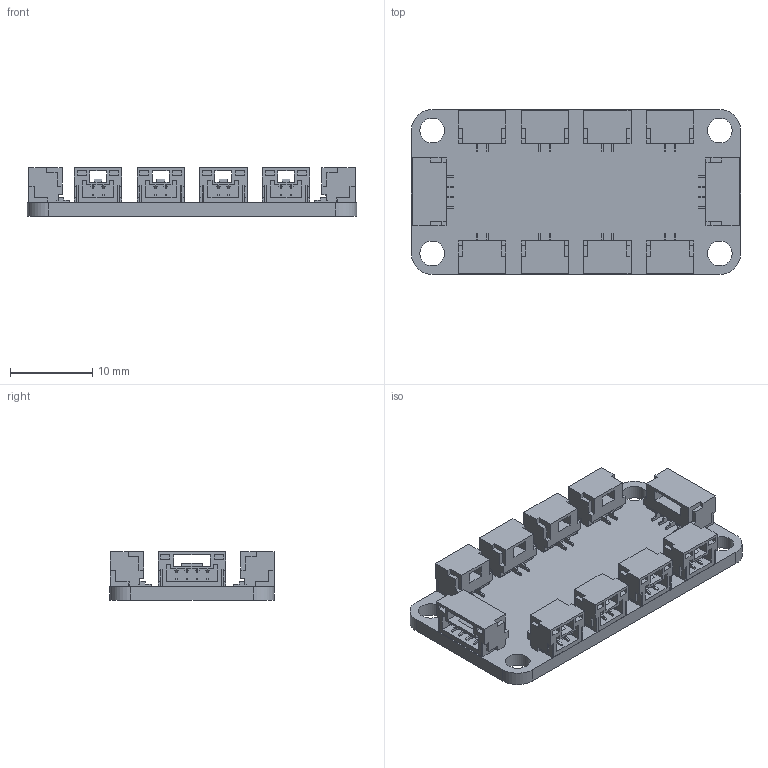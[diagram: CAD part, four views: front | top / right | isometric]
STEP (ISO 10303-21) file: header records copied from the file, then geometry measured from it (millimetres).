
FILE_DESCRIPTION(('Open CASCADE Model'),'2;1');
FILE_NAME('Open CASCADE Shape Model','2022-03-27T16:11:47',('Author'),( 'Open CASCADE'),'Open CASCADE STEP processor 6.8','Open CASCADE 6.8' ,'Unknown');
FILE_SCHEMA(('AUTOMOTIVE_DESIGN { 1 0 10303 214 1 1 1 1 }'));
Length unit declared in the file: millimetre
Products named in the file (15): PCB; Board; Open CASCADE STEP translator 6.8 1.1.1; P10; JST_GH_SM02B-GHS-TB_1x02-1MP_P1.25mm_Horizontal; P9; P8; P7; P6; P5; P4; P3; P2; JST_GH_SM04B-GHS-TB_1x04-1MP_P1.25mm_Horizontal; P1
Assembly tree (22 placements, depth 3):
  PCB
    Board
      Open CASCADE STEP translator 6.8 1.1.1
    P10
      JST_GH_SM02B-GHS-TB_1x02-1MP_P1.25mm_Horizontal
    P9
      JST_GH_SM02B-GHS-TB_1x02-1MP_P1.25mm_Horizontal
    P8
      JST_GH_SM02B-GHS-TB_1x02-1MP_P1.25mm_Horizontal
    P7
      JST_GH_SM02B-GHS-TB_1x02-1MP_P1.25mm_Horizontal
    P6
      JST_GH_SM02B-GHS-TB_1x02-1MP_P1.25mm_Horizontal
    P5
      JST_GH_SM02B-GHS-TB_1x02-1MP_P1.25mm_Horizontal
    P4
      JST_GH_SM02B-GHS-TB_1x02-1MP_P1.25mm_Horizontal
    P3
      JST_GH_SM02B-GHS-TB_1x02-1MP_P1.25mm_Horizontal
    P2
      JST_GH_SM04B-GHS-TB_1x04-1MP_P1.25mm_Horizontal
    P1
      JST_GH_SM04B-GHS-TB_1x04-1MP_P1.25mm_Horizontal
Bounding box: 40 x 20 x 5.94 mm (x, y, z)
Volume: 1980.3 mm3; surface area: 4032.4 mm2
Topology: 11 solids, 11 shells, 1548 faces, 4338 edges, 2876 vertices
Faces by surface type: plane 1540, cylinder 8
Full cylindrical faces by diameter (mm): 3 x4
Entity records: 14035 total; most frequent: CARTESIAN_POINT 2047, ORIENTED_EDGE 2004, DIRECTION 1780, EDGE_CURVE 1002, LINE 986, VECTOR 986, VERTEX_POINT 664, AXIS2_PLACEMENT_3D 397
